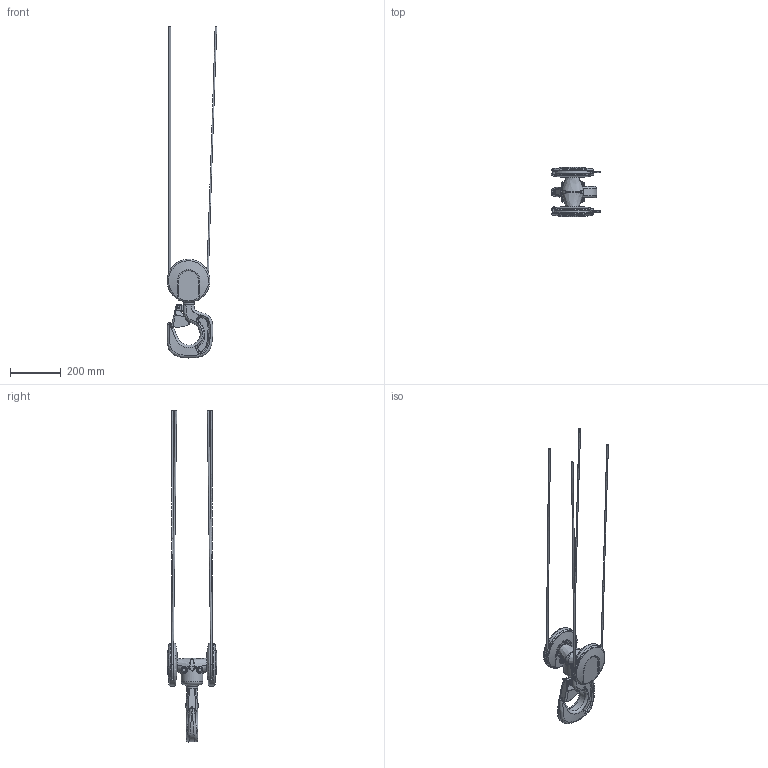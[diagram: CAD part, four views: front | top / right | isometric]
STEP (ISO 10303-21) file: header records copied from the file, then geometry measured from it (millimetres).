
FILE_DESCRIPTION(/* description */ ('STEP AP242','CAx-IF Rec.Pracs.---Representation and Presentation of Product Manufacturing Information (PMI)---4.0---2014-10-13','CAx-IF Rec.Pracs.---3D Tessellated Geometry---0.4---2014-09-14','2;1'),/* implementation_level */ '2;1');
FILE_NAME(/* name */ '67560054aebe490a25a8ac94',/* time_stamp */ '2024-12-08T20:23:50Z',/* author */ (''),/* organization */ (''),/* preprocessor_version */ 'ST-DEVELOPER v20',/* originating_system */ 'ONSHAPE BY PTC INC, 1.190',/* authorisation */ ' ');
FILE_SCHEMA (('AP242_MANAGED_MODEL_BASED_3D_ENGINEERING_MIM_LF { 1 0 10303 442 1 1 4 }'));
Length unit declared in the file: metre
Products named in the file (13): HOOK ASM; hoist pulley wheel; hoist pulley shell; hoist pin; hook spring; hoist nut; hook pin; hoist rope R; hook clasp; hook nut; hook; hoist rope L; Hoist body
Assembly tree (16 placements, depth 2):
  HOOK ASM
    hoist pulley wheel  x2
    hoist pulley shell  x2
    hoist pin  x2
    hook spring
    hoist nut  x2
    hook pin
    hoist rope R
    hook clasp
    hook nut
    hook
    hoist rope L
    Hoist body
Bounding box: 195.32 x 193.04 x 1303.44 mm (x, y, z)
Volume: 2766720.3 mm3; surface area: 490483.5 mm2
Topology: 16 solids, 16 shells, 547 faces, 1328 edges, 814 vertices
Faces by surface type: plane 151, cylinder 133, bspline 124, torus 62, cone 61, sphere 16
Full cylindrical faces by diameter (mm): 1.5 x5, 5.795 x1, 6 x5, 6.799 x2, 7.76 x6, 8 x2, 44 x1, 60 x2, 85.8 x1, 125.171 x4, 156.195 x4, 160 x4
Entity records: 19788 total; most frequent: CARTESIAN_POINT 10640, ORIENTED_EDGE 1948, DIRECTION 1584, EDGE_CURVE 974, AXIS2_PLACEMENT_3D 671, VERTEX_POINT 625, EDGE_LOOP 509, FACE_BOUND 509
